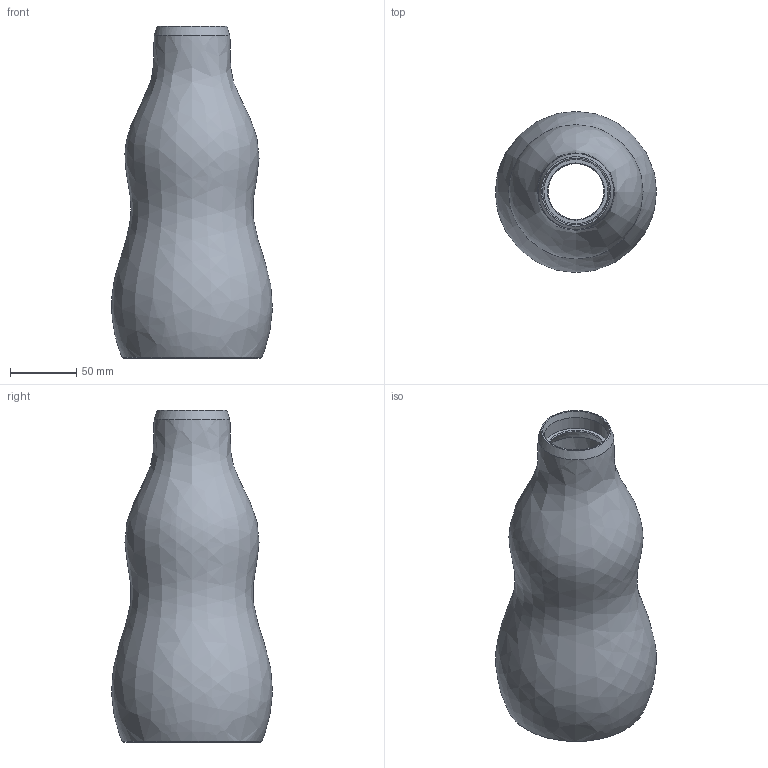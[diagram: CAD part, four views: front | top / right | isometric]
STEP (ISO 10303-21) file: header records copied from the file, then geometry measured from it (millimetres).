
FILE_DESCRIPTION(/* description */ (''),/* implementation_level */ '2;1');
FILE_NAME(/* name */ 'Didgeridoo Bell for SCH40 PVC.step',/* time_stamp */ '2024-05-13T19:03:56-07:00',/* author */ (''),/* organization */ (''),/* preprocessor_version */ 'ST-DEVELOPER v20',/* originating_system */ 'Autodesk Translation Framework v12.20.1.177',/* authorisation */ '');
FILE_SCHEMA (('AUTOMOTIVE_DESIGN { 1 0 10303 214 3 1 1 }'));
Length unit declared in the file: millimetre
Products named in the file (1): (Unsaved)
Bounding box: 121.11 x 121.18 x 250 mm (x, y, z)
Volume: 228353 mm3; surface area: 147822.9 mm2
Topology: 1 solids, 1 shells, 13 faces, 26 edges, 16 vertices
Faces by surface type: bspline 6, plane 3, cone 3, cylinder 1
Full cylindrical faces by diameter (mm): 48.4 x1
Entity records: 2031 total; most frequent: CARTESIAN_POINT 1753, ORIENTED_EDGE 52, DIRECTION 43, EDGE_CURVE 26, AXIS2_PLACEMENT_3D 18, EDGE_LOOP 16, VERTEX_POINT 16, FACE_OUTER_BOUND 13
